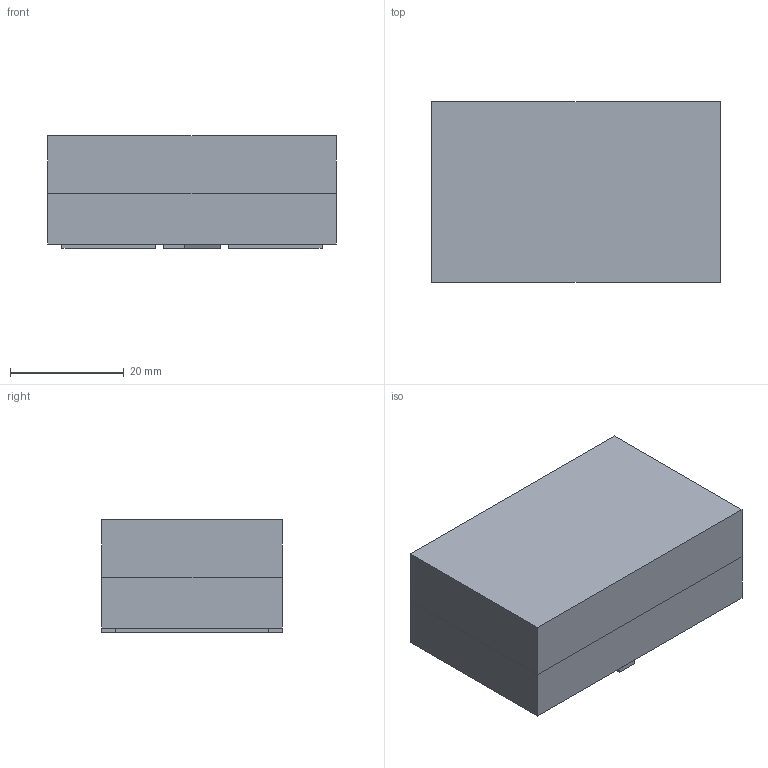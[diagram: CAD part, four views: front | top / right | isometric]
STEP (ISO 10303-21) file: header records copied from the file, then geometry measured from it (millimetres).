
FILE_DESCRIPTION (( 'STEP AP214' ), '1' );
FILE_NAME ('XZVS54S-9x.STEP', '2021-03-04T17:09:21', ( '' ), ( '' ), 'SwSTEP 2.0', 'SolidWorks 2014', '' );
FILE_SCHEMA (( 'AUTOMOTIVE_DESIGN' ));
Length unit declared in the file: inch
Products named in the file (1): XZVS54S-9x
Bounding box: 50.8 x 31.75 x 19.81 mm (x, y, z)
Surface area: 11868.8 mm2 (no closed solid volume)
Topology: 0 solids, 8 shells, 35 faces, 77 edges, 54 vertices
Faces by surface type: plane 35
Entity records: 1300 total; most frequent: CARTESIAN_POINT 171, DIRECTION 145, ORIENTED_EDGE 138, EDGE_CURVE 77, VECTOR 73, LINE 73, VERTEX_POINT 54, AXIS2_PLACEMENT_3D 36
